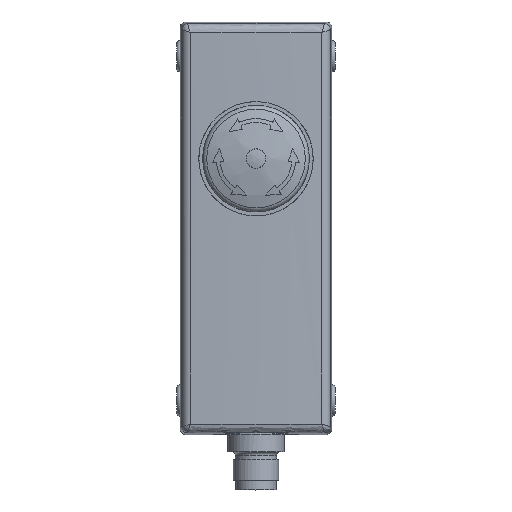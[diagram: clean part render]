
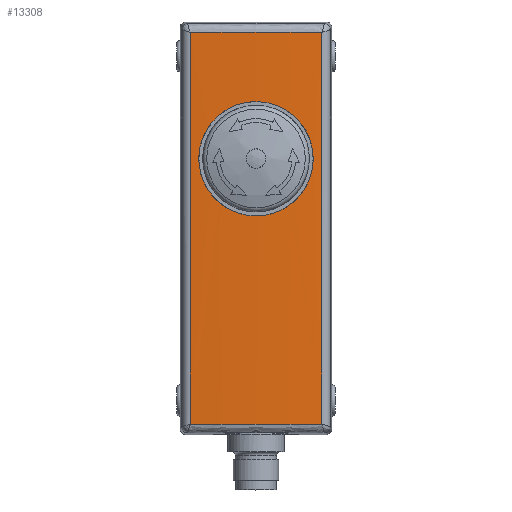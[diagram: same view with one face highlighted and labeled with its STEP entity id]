
A CAD part, top view. The second image highlights one B-rep face of the part: STEP entity #13308.
In plain terms, the highlighted cylindrical face has radius 400 mm (diameter 800 mm), a partial arc.
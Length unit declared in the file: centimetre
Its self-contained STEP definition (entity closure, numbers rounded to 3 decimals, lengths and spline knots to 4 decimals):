
#634=B_SPLINE_CURVE_WITH_KNOTS('',3,(#19847,#19848,#19849,#19850,#19851,
#19852,#19853,#19854,#19855,#19856,#19857,#19858,#19859,#19860,#19861,#19862,
#19863,#19864,#19865,#19866,#19867,#19868,#19869,#19870,#19871,#19872,#19873,
#19874,#19875,#19876,#19877,#19878,#19879,#19880),.UNSPECIFIED.,.T.,.F.,
(4,2,2,2,2,2,2,2,2,2,2,2,2,2,2,2,4),(0.,0.567,1.1339,
1.7009,2.2679,2.8349,3.4018,3.9688,
4.5358,5.1027,5.6697,6.2367,6.8037,
7.3706,7.9376,8.5046,9.0715),
 .UNSPECIFIED.);
#1148=FACE_BOUND('',#3073,.T.);
#1242=ELLIPSE('',#14197,40.0543,40.);
#1243=ELLIPSE('',#14198,40.0543,40.);
#2058=CYLINDRICAL_SURFACE('',#14196,40.);
#2218=FACE_OUTER_BOUND('',#3072,.T.);
#3072=EDGE_LOOP('',(#8730,#8731,#8732,#8733));
#3073=EDGE_LOOP('',(#8734));
#4021=LINE('',#19842,#4551);
#4022=LINE('',#19845,#4552);
#4551=VECTOR('',#15985,10.3074);
#4552=VECTOR('',#15988,10.3074);
#5092=VERTEX_POINT('',#19838);
#5093=VERTEX_POINT('',#19839);
#5094=VERTEX_POINT('',#19841);
#5095=VERTEX_POINT('',#19843);
#5096=VERTEX_POINT('',#19846);
#6507=EDGE_CURVE('',#5092,#5093,#1242,.T.);
#6508=EDGE_CURVE('',#5094,#5092,#4021,.T.);
#6509=EDGE_CURVE('',#5095,#5094,#1243,.T.);
#6510=EDGE_CURVE('',#5093,#5095,#4022,.T.);
#6511=EDGE_CURVE('',#5096,#5096,#634,.T.);
#8730=ORIENTED_EDGE('',*,*,#6507,.F.);
#8731=ORIENTED_EDGE('',*,*,#6508,.F.);
#8732=ORIENTED_EDGE('',*,*,#6509,.F.);
#8733=ORIENTED_EDGE('',*,*,#6510,.F.);
#8734=ORIENTED_EDGE('',*,*,#6511,.T.);
#13308=ADVANCED_FACE('',(#2218,#1148),#2058,.T.);
#14196=AXIS2_PLACEMENT_3D('',#19837,#15981,#15982);
#14197=AXIS2_PLACEMENT_3D('',#19840,#15983,#15984);
#14198=AXIS2_PLACEMENT_3D('',#19844,#15986,#15987);
#15981=DIRECTION('center_axis',(0.,1.,0.));
#15982=DIRECTION('ref_axis',(-0.049,0.,-0.999));
#15983=DIRECTION('center_axis',(0.,-0.999,
0.052));
#15984=DIRECTION('ref_axis',(0.,0.052,0.999));
#15985=DIRECTION('',(0.,-1.,0.));
#15986=DIRECTION('center_axis',(0.,0.999,
0.052));
#15987=DIRECTION('ref_axis',(0.,-0.052,
0.999));
#15988=DIRECTION('',(0.,1.,0.));
#19837=CARTESIAN_POINT('Origin',(0.,-5.43,-37.34));
#19838=CARTESIAN_POINT('',(1.7337,-5.1537,2.6224));
#19839=CARTESIAN_POINT('',(-1.7337,-5.1537,2.6224));
#19840=CARTESIAN_POINT('Origin',(0.,-7.2358,-37.34));
#19841=CARTESIAN_POINT('',(1.7337,5.1537,2.6224));
#19842=CARTESIAN_POINT('',(1.7337,-5.43,2.6224));
#19843=CARTESIAN_POINT('',(-1.7337,5.1537,2.6224));
#19844=CARTESIAN_POINT('Origin',(0.,7.2358,-37.34));
#19845=CARTESIAN_POINT('',(-1.7337,-5.43,2.6224));
#19846=CARTESIAN_POINT('',(0.,3.335,2.66));
#19847=CARTESIAN_POINT('Ctrl Pts',(-1.505,1.83,2.6317));
#19848=CARTESIAN_POINT('Ctrl Pts',(-1.505,2.019,2.6317));
#19849=CARTESIAN_POINT('Ctrl Pts',(-1.4672,2.2206,2.6332));
#19850=CARTESIAN_POINT('Ctrl Pts',(-1.3136,2.5914,2.6385));
#19851=CARTESIAN_POINT('Ctrl Pts',(-1.1978,2.7606,2.6423));
#19852=CARTESIAN_POINT('Ctrl Pts',(-0.9306,3.0278,
2.6494));
#19853=CARTESIAN_POINT('Ctrl Pts',(-0.7614,3.1436,
2.6532));
#19854=CARTESIAN_POINT('Ctrl Pts',(-0.3906,3.2972,
2.6585));
#19855=CARTESIAN_POINT('Ctrl Pts',(-0.189,3.335,2.66));
#19856=CARTESIAN_POINT('Ctrl Pts',(0.189,3.335,2.66));
#19857=CARTESIAN_POINT('Ctrl Pts',(0.3906,3.2972,2.6585));
#19858=CARTESIAN_POINT('Ctrl Pts',(0.7614,3.1436,2.6532));
#19859=CARTESIAN_POINT('Ctrl Pts',(0.9306,3.0278,2.6494));
#19860=CARTESIAN_POINT('Ctrl Pts',(1.1978,2.7606,2.6423));
#19861=CARTESIAN_POINT('Ctrl Pts',(1.3136,2.5914,2.6385));
#19862=CARTESIAN_POINT('Ctrl Pts',(1.4672,2.2206,2.6332));
#19863=CARTESIAN_POINT('Ctrl Pts',(1.505,2.019,2.6317));
#19864=CARTESIAN_POINT('Ctrl Pts',(1.505,1.641,2.6317));
#19865=CARTESIAN_POINT('Ctrl Pts',(1.4672,1.4394,2.6332));
#19866=CARTESIAN_POINT('Ctrl Pts',(1.3136,1.0686,2.6385));
#19867=CARTESIAN_POINT('Ctrl Pts',(1.1978,0.8994,2.6423));
#19868=CARTESIAN_POINT('Ctrl Pts',(0.9306,0.6322,
2.6494));
#19869=CARTESIAN_POINT('Ctrl Pts',(0.7614,0.5164,
2.6532));
#19870=CARTESIAN_POINT('Ctrl Pts',(0.3906,0.3628,
2.6585));
#19871=CARTESIAN_POINT('Ctrl Pts',(0.189,0.325,2.66));
#19872=CARTESIAN_POINT('Ctrl Pts',(-0.189,0.325,2.66));
#19873=CARTESIAN_POINT('Ctrl Pts',(-0.3906,0.3628,
2.6585));
#19874=CARTESIAN_POINT('Ctrl Pts',(-0.7614,0.5164,
2.6532));
#19875=CARTESIAN_POINT('Ctrl Pts',(-0.9306,0.6322,
2.6494));
#19876=CARTESIAN_POINT('Ctrl Pts',(-1.1978,0.8994,2.6423));
#19877=CARTESIAN_POINT('Ctrl Pts',(-1.3136,1.0686,2.6385));
#19878=CARTESIAN_POINT('Ctrl Pts',(-1.4672,1.4394,2.6332));
#19879=CARTESIAN_POINT('Ctrl Pts',(-1.505,1.641,2.6317));
#19880=CARTESIAN_POINT('Ctrl Pts',(-1.505,1.83,2.6317));
